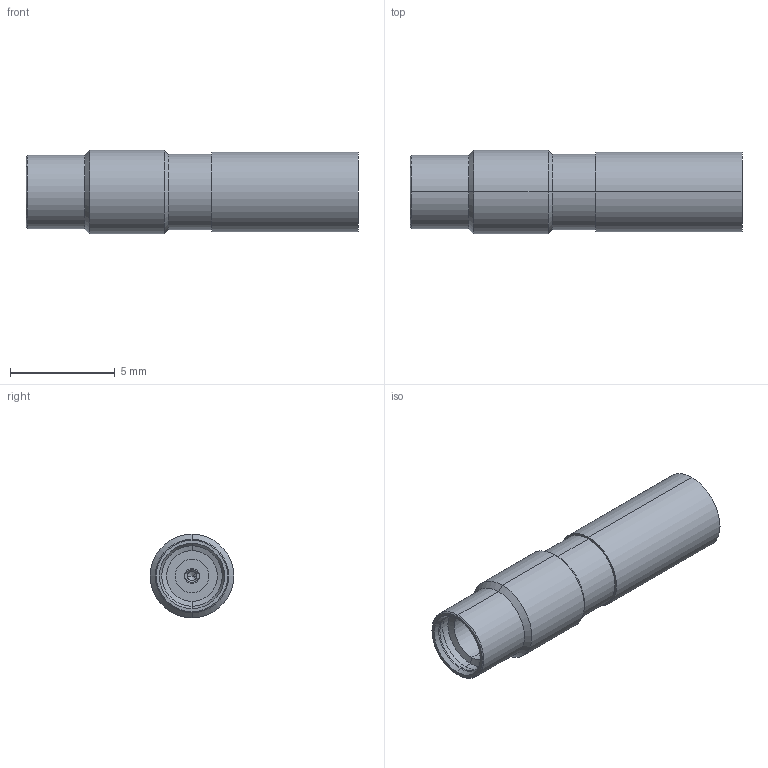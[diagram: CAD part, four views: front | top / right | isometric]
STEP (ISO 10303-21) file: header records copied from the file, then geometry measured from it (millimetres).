
FILE_DESCRIPTION((''),'2;1');
FILE_NAME('262118_SW0001','2019-08-28T',('Kaviyarasan'),(''),'CREO PARAMETRIC BY PTC INC, 2018360','CREO PARAMETRIC BY PTC INC, 2018360','');
FILE_SCHEMA(('CONFIG_CONTROL_DESIGN'));
Length unit declared in the file: millimetre
Products named in the file (1): 262118_SW0001
Bounding box: 15.87 x 4 x 4 mm (x, y, z)
Volume: 139.6 mm3; surface area: 283.3 mm2
Topology: 1 solids, 1 shells, 60 faces, 132 edges, 79 vertices
Faces by surface type: cylinder 26, cone 18, plane 16
Entity records: 1688 total; most frequent: DIRECTION 314, CARTESIAN_POINT 289, ORIENTED_EDGE 260, EDGE_CURVE 130, AXIS2_PLACEMENT_3D 128, VERTEX_POINT 79, CIRCLE 68, EDGE_LOOP 67
